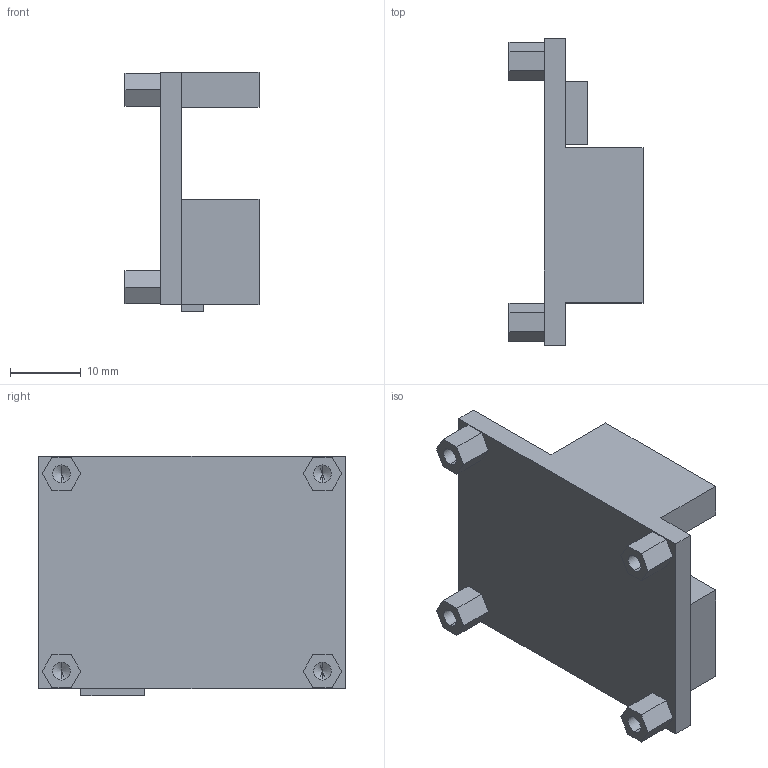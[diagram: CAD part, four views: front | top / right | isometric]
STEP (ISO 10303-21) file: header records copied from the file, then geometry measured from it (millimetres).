
FILE_DESCRIPTION (( 'STEP AP214' ), '1' );
FILE_NAME ('WaveShare_Bus_Servo_DriverBoard.STEP', '2025-03-31T14:03:38', ( '' ), ( '' ), 'SwSTEP 2.0', 'SolidWorks 2025', '' );
FILE_SCHEMA (( 'AUTOMOTIVE_DESIGN' ));
Length unit declared in the file: millimetre
Products named in the file (1): WaveShare_Bus_Servo_DriverBoard_Défaut
Bounding box: 19 x 43.5 x 34 mm (x, y, z)
Volume: 9346.1 mm3; surface area: 5275.4 mm2
Topology: 1 solids, 1 shells, 64 faces, 164 edges, 102 vertices
Faces by surface type: plane 48, cylinder 8, cone 8
Entity records: 1871 total; most frequent: CARTESIAN_POINT 323, ORIENTED_EDGE 312, DIRECTION 302, EDGE_CURVE 156, VECTOR 140, LINE 140, VERTEX_POINT 102, AXIS2_PLACEMENT_3D 81
